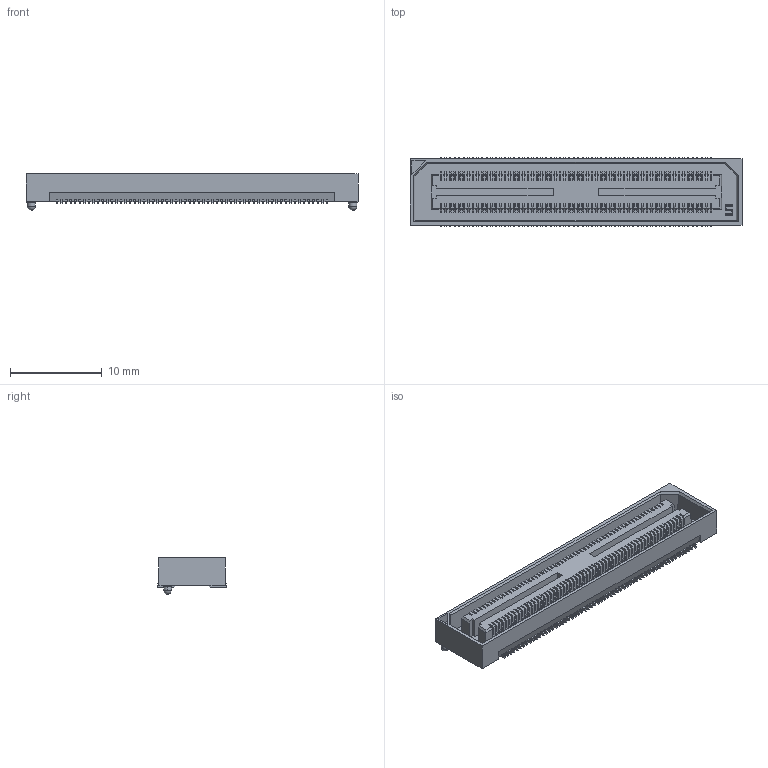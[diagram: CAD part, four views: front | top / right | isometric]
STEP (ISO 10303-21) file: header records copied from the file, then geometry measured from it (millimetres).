
FILE_DESCRIPTION(('FreeCAD Model'),'2;1');
FILE_NAME('CONN2352.stp','2016-07-19T08:15:35' ,('FreeCAD'),('FreeCAD'),'Open CASCADE STEP processor 6.3','FreeCAD', 'Unknown');
FILE_SCHEMA(('AUTOMOTIVE_DESIGN_CC2 { 1 2 10303 214 -1 1 5 4 }'));
Length unit declared in the file: millimetre
Products named in the file (121): C-126-X057; C-126-X056; C-126-058; C-126-057; C-126-056; C-126-055; C-126-054; C-126-053; C-126-052; C-126-035; C-126-034; C-126-X040; C-126-X039; C-126-X038; C-126-X037; C-126-X034; C-126-X036; C-126-033; C-126-032; C-126-031; C-126-030; C-126-X035; C-126-059; C-126-X058; C-126-060; C-126-061; C-126-X059; C-126-X055; C-126-050; C-126-X049; C-126-X046; C-126-051; C-126-X051; C-126-X050; C-126-X045; C-126-X054; C-126-X052; C-126-X048; C-126-X047; C-126-X053 ...
Bounding box: 36.28 x 7.49 x 4 mm (x, y, z)
Volume: 462 mm3; surface area: 2885.4 mm2
Topology: 121 solids, 121 shells, 6879 faces, 20003 edges, 13252 vertices
Faces by surface type: plane 5189, cylinder 1204, bspline 480, torus 4, sphere 2
Entity records: 553933 total; most frequent: CARTESIAN_POINT 170417, DIRECTION 65697, LINE 46727, VECTOR 46727, ORIENTED_EDGE 40002, PCURVE 40002, DEFINITIONAL_REPRESENTATION 40002, EDGE_CURVE 20001
